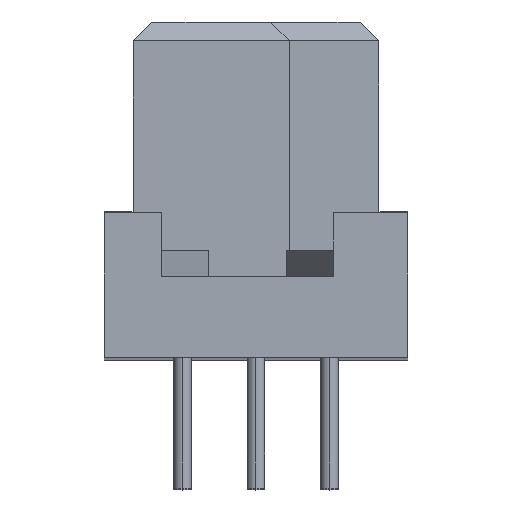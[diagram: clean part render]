
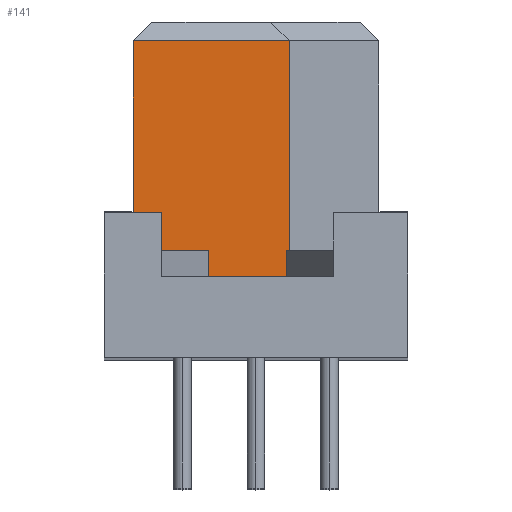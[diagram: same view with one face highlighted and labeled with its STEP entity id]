
A CAD part, top view. The second image highlights one B-rep face of the part: STEP entity #141.
In plain terms, the highlighted planar face has unit normal (0, 0, 1).
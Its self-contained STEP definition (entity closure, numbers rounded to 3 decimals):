
#141 = ADVANCED_FACE ( 'NONE', ( #828 ), #8716, .F. ) ;
#464 = CARTESIAN_POINT ( 'NONE',  ( 1., 11.7, 49.65 ) ) ;
#568 = VERTEX_POINT ( 'NONE', #4320 ) ;
#756 = ORIENTED_EDGE ( 'NONE', *, *, #15565, .F. ) ;
#828 = FACE_OUTER_BOUND ( 'NONE', #1620, .T. ) ;
#1165 = CARTESIAN_POINT ( 'NONE',  ( 1.677, 2.8, 49.65 ) ) ;
#1439 = CARTESIAN_POINT ( 'NONE',  ( 6.4, 2.7, 49.65 ) ) ;
#1466 = DIRECTION ( 'NONE',  ( 1., 0., 0. ) ) ;
#1620 = EDGE_LOOP ( 'NONE', ( #16176, #11764, #6649, #14369, #4520, #10150, #14023, #756 ) ) ;
#1968 = VERTEX_POINT ( 'NONE', #13788 ) ;
#2018 = LINE ( 'NONE', #7887, #5041 ) ;
#2312 = DIRECTION ( 'NONE',  ( 0., 1., 0. ) ) ;
#2399 = CARTESIAN_POINT ( 'NONE',  ( -0.525, 3.7, 49.65 ) ) ;
#3482 = VERTEX_POINT ( 'NONE', #4280 ) ;
#4087 = VERTEX_POINT ( 'NONE', #6815 ) ;
#4280 = CARTESIAN_POINT ( 'NONE',  ( 6.308, 2.8, 49.65 ) ) ;
#4287 = LINE ( 'NONE', #464, #7305 ) ;
#4320 = CARTESIAN_POINT ( 'NONE',  ( 3.592, 2.8, 49.65 ) ) ;
#4520 = ORIENTED_EDGE ( 'NONE', *, *, #7565, .T. ) ;
#4923 = EDGE_CURVE ( 'NONE', #568, #9589, #9277, .T. ) ;
#5041 = VECTOR ( 'NONE', #1466, 1000. ) ;
#5746 = DIRECTION ( 'NONE',  ( 0., -1., 0. ) ) ;
#5792 = CARTESIAN_POINT ( 'NONE',  ( 3.592, 3.7, 49.65 ) ) ;
#6196 = DIRECTION ( 'NONE',  ( 0., 0., -1. ) ) ;
#6249 = DIRECTION ( 'NONE',  ( 1., 0., 0. ) ) ;
#6592 = LINE ( 'NONE', #8318, #13064 ) ;
#6649 = ORIENTED_EDGE ( 'NONE', *, *, #15445, .T. ) ;
#6815 = CARTESIAN_POINT ( 'NONE',  ( 1., 3.7, 49.65 ) ) ;
#7305 = VECTOR ( 'NONE', #10779, 1000. ) ;
#7565 = EDGE_CURVE ( 'NONE', #1968, #10907, #16096, .T. ) ;
#7887 = CARTESIAN_POINT ( 'NONE',  ( -0.525, 3.7, 49.65 ) ) ;
#8318 = CARTESIAN_POINT ( 'NONE',  ( 6.308, 2.7, 49.65 ) ) ;
#8716 = PLANE ( 'NONE',  #16321 ) ;
#9179 = DIRECTION ( 'NONE',  ( 0., -1., 0. ) ) ;
#9277 = LINE ( 'NONE', #10044, #16147 ) ;
#9589 = VERTEX_POINT ( 'NONE', #5792 ) ;
#9684 = CARTESIAN_POINT ( 'NONE',  ( 6.4, 10.95, 49.65 ) ) ;
#9843 = LINE ( 'NONE', #12116, #16333 ) ;
#10044 = CARTESIAN_POINT ( 'NONE',  ( 3.592, 2.7, 49.65 ) ) ;
#10150 = ORIENTED_EDGE ( 'NONE', *, *, #16721, .F. ) ;
#10779 = DIRECTION ( 'NONE',  ( 0., 1., 0. ) ) ;
#10799 = VERTEX_POINT ( 'NONE', #9684 ) ;
#10907 = VERTEX_POINT ( 'NONE', #12526 ) ;
#11031 = VECTOR ( 'NONE', #11476, 1000. ) ;
#11476 = DIRECTION ( 'NONE',  ( 1., 0., 0. ) ) ;
#11671 = LINE ( 'NONE', #1439, #14310 ) ;
#11764 = ORIENTED_EDGE ( 'NONE', *, *, #4923, .F. ) ;
#12116 = CARTESIAN_POINT ( 'NONE',  ( 6.5, 10.95, 49.65 ) ) ;
#12244 = VERTEX_POINT ( 'NONE', #13058 ) ;
#12277 = EDGE_CURVE ( 'NONE', #4087, #9589, #2018, .T. ) ;
#12526 = CARTESIAN_POINT ( 'NONE',  ( 6.4, 3.7, 49.65 ) ) ;
#12540 = EDGE_CURVE ( 'NONE', #1968, #3482, #6592, .T. ) ;
#13058 = CARTESIAN_POINT ( 'NONE',  ( 1., 10.95, 49.65 ) ) ;
#13064 = VECTOR ( 'NONE', #5746, 1000. ) ;
#13426 = DIRECTION ( 'NONE',  ( 1., 0., 0. ) ) ;
#13788 = CARTESIAN_POINT ( 'NONE',  ( 6.308, 3.7, 49.65 ) ) ;
#13926 = CARTESIAN_POINT ( 'NONE',  ( 6.5, 2.7, 49.65 ) ) ;
#14023 = ORIENTED_EDGE ( 'NONE', *, *, #14600, .F. ) ;
#14310 = VECTOR ( 'NONE', #9179, 1000. ) ;
#14369 = ORIENTED_EDGE ( 'NONE', *, *, #12540, .F. ) ;
#14473 = LINE ( 'NONE', #1165, #11031 ) ;
#14600 = EDGE_CURVE ( 'NONE', #12244, #10799, #9843, .T. ) ;
#15205 = DIRECTION ( 'NONE',  ( -1., 0., 0. ) ) ;
#15445 = EDGE_CURVE ( 'NONE', #568, #3482, #14473, .T. ) ;
#15565 = EDGE_CURVE ( 'NONE', #4087, #12244, #4287, .T. ) ;
#16096 = LINE ( 'NONE', #2399, #16514 ) ;
#16147 = VECTOR ( 'NONE', #2312, 1000. ) ;
#16176 = ORIENTED_EDGE ( 'NONE', *, *, #12277, .T. ) ;
#16321 = AXIS2_PLACEMENT_3D ( 'NONE', #13926, #6196, #15205 ) ;
#16333 = VECTOR ( 'NONE', #13426, 1000. ) ;
#16514 = VECTOR ( 'NONE', #6249, 1000. ) ;
#16721 = EDGE_CURVE ( 'NONE', #10799, #10907, #11671, .T. ) ;
